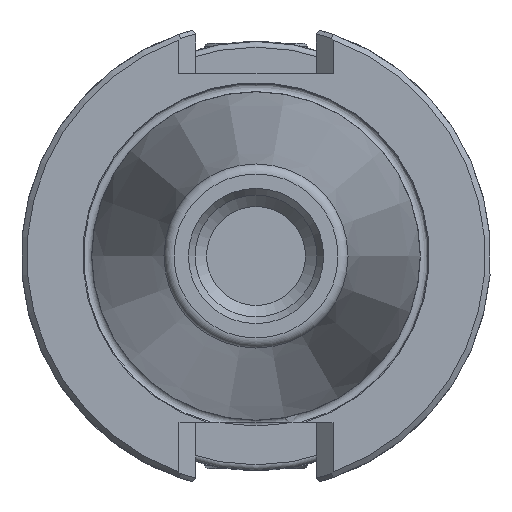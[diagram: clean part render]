
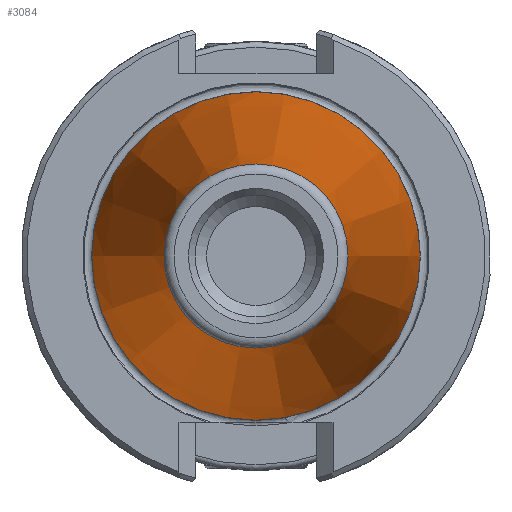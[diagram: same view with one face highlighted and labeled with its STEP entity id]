
A CAD part, left-side view. The second image highlights one B-rep face of the part: STEP entity #3084.
In plain terms, the highlighted conical face has half-angle 8.297 degrees and reference radius 17.248 mm.
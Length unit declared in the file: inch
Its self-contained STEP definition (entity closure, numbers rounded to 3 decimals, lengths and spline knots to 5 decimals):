
#68=CONICAL_SURFACE('',#3495,0.67904,0.145);
#374=FACE_OUTER_BOUND('',#558,.T.);
#558=EDGE_LOOP('',(#2513,#2514,#2515,#2516,#2517));
#740=CIRCLE('',#3480,0.875);
#745=CIRCLE('',#3490,0.48982);
#746=CIRCLE('',#3491,0.48982);
#918=LINE('',#6100,#1127);
#1127=VECTOR('',#4161,0.67904);
#1408=VERTEX_POINT('',#6071);
#1413=VERTEX_POINT('',#6091);
#1414=VERTEX_POINT('',#6092);
#1793=EDGE_CURVE('',#1408,#1408,#740,.T.);
#1802=EDGE_CURVE('',#1413,#1414,#745,.T.);
#1803=EDGE_CURVE('',#1414,#1413,#746,.T.);
#1806=EDGE_CURVE('',#1408,#1414,#918,.T.);
#2513=ORIENTED_EDGE('',*,*,#1793,.F.);
#2514=ORIENTED_EDGE('',*,*,#1806,.T.);
#2515=ORIENTED_EDGE('',*,*,#1802,.F.);
#2516=ORIENTED_EDGE('',*,*,#1803,.F.);
#2517=ORIENTED_EDGE('',*,*,#1806,.F.);
#3084=ADVANCED_FACE('',(#374),#68,.T.);
#3480=AXIS2_PLACEMENT_3D('',#6073,#4125,#4126);
#3490=AXIS2_PLACEMENT_3D('',#6093,#4149,#4150);
#3491=AXIS2_PLACEMENT_3D('',#6094,#4151,#4152);
#3495=AXIS2_PLACEMENT_3D('',#6099,#4159,#4160);
#4125=DIRECTION('center_axis',(1.,0.,0.));
#4126=DIRECTION('ref_axis',(0.,1.,0.));
#4149=DIRECTION('center_axis',(-1.,0.,0.));
#4150=DIRECTION('ref_axis',(0.,-1.,0.));
#4151=DIRECTION('center_axis',(-1.,0.,0.));
#4152=DIRECTION('ref_axis',(0.,-1.,0.));
#4159=DIRECTION('center_axis',(1.,0.,0.));
#4160=DIRECTION('ref_axis',(0.,1.,0.));
#4161=DIRECTION('',(-0.99,0.144,0.));
#6071=CARTESIAN_POINT('',(0.,-0.875,0.));
#6073=CARTESIAN_POINT('Origin',(0.,0.,0.));
#6091=CARTESIAN_POINT('',(-2.64129,0.,0.48982));
#6092=CARTESIAN_POINT('',(-2.64129,-0.48982,0.));
#6093=CARTESIAN_POINT('Origin',(-2.64129,0.,
0.));
#6094=CARTESIAN_POINT('Origin',(-2.64129,0.,
0.));
#6099=CARTESIAN_POINT('Origin',(-1.34375,0.,0.));
#6100=CARTESIAN_POINT('',(-1.34375,-0.67904,0.));
